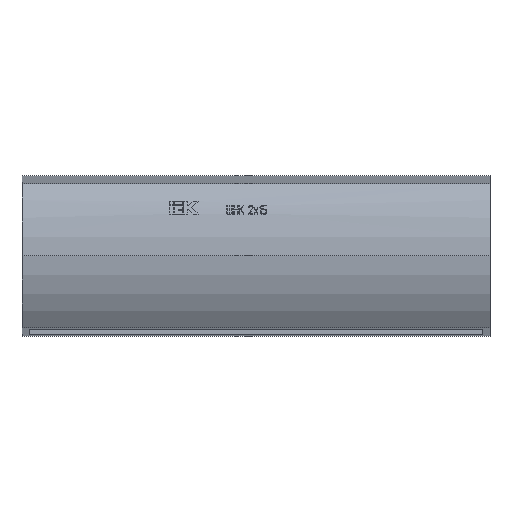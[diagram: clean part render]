
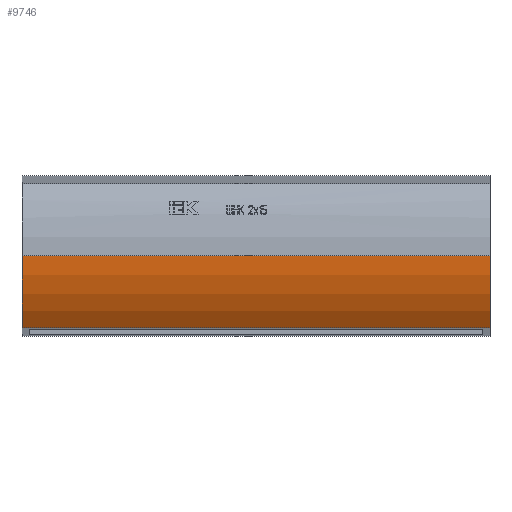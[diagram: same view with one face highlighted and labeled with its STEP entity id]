
A CAD part, top view. The second image highlights one B-rep face of the part: STEP entity #9746.
In plain terms, the highlighted cylindrical face has radius 35.577 mm (diameter 71.154 mm), a partial arc.
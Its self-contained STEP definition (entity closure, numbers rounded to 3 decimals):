
#128 = ORIENTED_EDGE ( 'NONE', *, *, #7145, .F. ) ;
#568 = VECTOR ( 'NONE', #6302, 1000. ) ;
#1473 = DIRECTION ( 'NONE',  ( -1., 0., 0. ) ) ;
#2898 = VERTEX_POINT ( 'NONE', #3089 ) ;
#3089 = CARTESIAN_POINT ( 'NONE',  ( -66.5, -20.5, 45. ) ) ;
#3124 = CARTESIAN_POINT ( 'NONE',  ( -66.5, 0., 51.5 ) ) ;
#4078 = VERTEX_POINT ( 'NONE', #9199 ) ;
#4089 = VERTEX_POINT ( 'NONE', #3124 ) ;
#4218 = EDGE_LOOP ( 'NONE', ( #9741, #11752, #8776, #128 ) ) ;
#4254 = CARTESIAN_POINT ( 'NONE',  ( -66.5, 0., 15.923 ) ) ;
#4481 = DIRECTION ( 'NONE',  ( 1., 0., 0. ) ) ;
#5004 = DIRECTION ( 'NONE',  ( -1., 0., 0. ) ) ;
#5257 = DIRECTION ( 'NONE',  ( 0., 0., -1. ) ) ;
#5268 = FACE_OUTER_BOUND ( 'NONE', #4218, .T. ) ;
#5291 = CARTESIAN_POINT ( 'NONE',  ( 66.5, -20.5, 45. ) ) ;
#5775 = CIRCLE ( 'NONE', #5800, 35.577 ) ;
#5800 = AXIS2_PLACEMENT_3D ( 'NONE', #10526, #4481, #11522 ) ;
#6302 = DIRECTION ( 'NONE',  ( -1., 0., 0. ) ) ;
#6500 = CARTESIAN_POINT ( 'NONE',  ( 66.5, 0., 51.5 ) ) ;
#7145 = EDGE_CURVE ( 'NONE', #4078, #2898, #8326, .T. ) ;
#7488 = EDGE_CURVE ( 'NONE', #8126, #4078, #5775, .T. ) ;
#7567 = AXIS2_PLACEMENT_3D ( 'NONE', #4254, #11296, #5257 ) ;
#7807 = CIRCLE ( 'NONE', #7567, 35.577 ) ;
#8126 = VERTEX_POINT ( 'NONE', #10204 ) ;
#8326 = LINE ( 'NONE', #5291, #568 ) ;
#8776 = ORIENTED_EDGE ( 'NONE', *, *, #8933, .T. ) ;
#8933 = EDGE_CURVE ( 'NONE', #4089, #2898, #7807, .T. ) ;
#9199 = CARTESIAN_POINT ( 'NONE',  ( 66.5, -20.5, 45. ) ) ;
#9541 = EDGE_CURVE ( 'NONE', #8126, #4089, #12485, .T. ) ;
#9558 = VECTOR ( 'NONE', #1473, 1000. ) ;
#9741 = ORIENTED_EDGE ( 'NONE', *, *, #7488, .F. ) ;
#9746 = ADVANCED_FACE ( 'NONE', ( #5268 ), #12031, .T. ) ;
#10049 = CARTESIAN_POINT ( 'NONE',  ( 66.5, 0., 15.923 ) ) ;
#10204 = CARTESIAN_POINT ( 'NONE',  ( 66.5, 0., 51.5 ) ) ;
#10526 = CARTESIAN_POINT ( 'NONE',  ( 66.5, 0., 15.923 ) ) ;
#11085 = DIRECTION ( 'NONE',  ( 0., 0., 1. ) ) ;
#11296 = DIRECTION ( 'NONE',  ( 1., 0., 0. ) ) ;
#11522 = DIRECTION ( 'NONE',  ( 0., 0., -1. ) ) ;
#11752 = ORIENTED_EDGE ( 'NONE', *, *, #9541, .T. ) ;
#12031 = CYLINDRICAL_SURFACE ( 'NONE', #12254, 35.577 ) ;
#12254 = AXIS2_PLACEMENT_3D ( 'NONE', #10049, #5004, #11085 ) ;
#12485 = LINE ( 'NONE', #6500, #9558 ) ;
